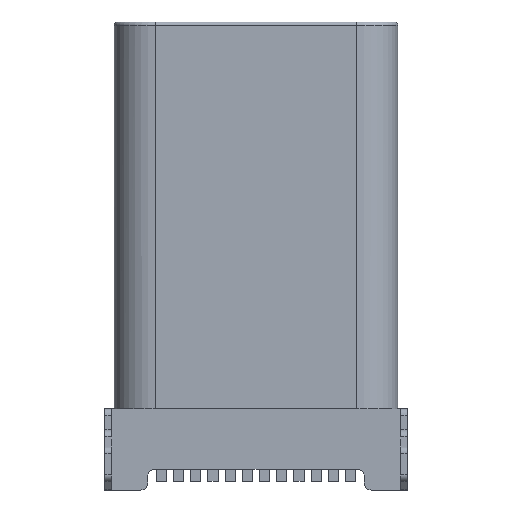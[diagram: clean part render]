
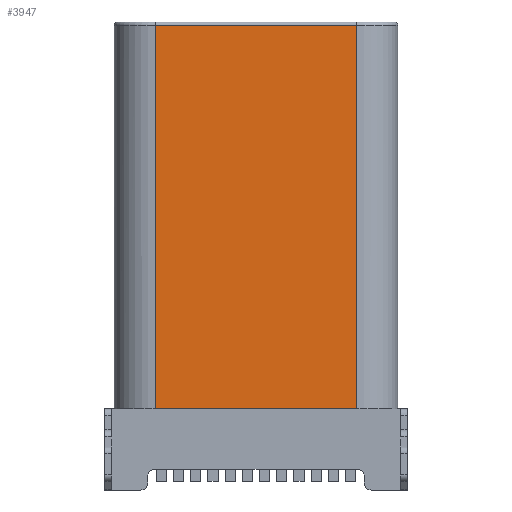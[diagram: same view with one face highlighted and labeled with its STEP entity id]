
A CAD part, front view. The second image highlights one B-rep face of the part: STEP entity #3947.
In plain terms, the highlighted planar face has unit normal (0, -1, 0).
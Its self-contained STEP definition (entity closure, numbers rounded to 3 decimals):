
#57=PLANE('',#4226);
#221=LINE('',#5835,#656);
#223=LINE('',#5849,#658);
#225=LINE('',#5857,#660);
#226=LINE('',#5858,#661);
#656=VECTOR('',#4632,10.);
#658=VECTOR('',#4652,10.);
#660=VECTOR('',#4660,10.);
#661=VECTOR('',#4661,10.);
#1166=FACE_OUTER_BOUND('',#1400,.T.);
#1400=EDGE_LOOP('',(#2810,#2811,#2812,#2813));
#1797=VERTEX_POINT('',#5832);
#1798=VERTEX_POINT('',#5834);
#1801=VERTEX_POINT('',#5848);
#1804=VERTEX_POINT('',#5856);
#2192=EDGE_CURVE('',#1797,#1798,#221,.T.);
#2199=EDGE_CURVE('',#1798,#1801,#223,.T.);
#2203=EDGE_CURVE('',#1797,#1804,#225,.T.);
#2204=EDGE_CURVE('',#1801,#1804,#226,.T.);
#2810=ORIENTED_EDGE('',*,*,#2192,.F.);
#2811=ORIENTED_EDGE('',*,*,#2203,.T.);
#2812=ORIENTED_EDGE('',*,*,#2204,.F.);
#2813=ORIENTED_EDGE('',*,*,#2199,.F.);
#3947=ADVANCED_FACE('',(#1166),#57,.T.);
#4226=AXIS2_PLACEMENT_3D('',#5855,#4658,#4659);
#4632=DIRECTION('',(1.,0.,0.));
#4652=DIRECTION('',(0.,0.,-1.));
#4658=DIRECTION('center_axis',(0.,-1.,0.));
#4659=DIRECTION('ref_axis',(-1.,0.,0.));
#4660=DIRECTION('',(0.,0.,-1.));
#4661=DIRECTION('',(-1.,0.,0.));
#5832=CARTESIAN_POINT('',(-2.925,-1.2,-0.1));
#5834=CARTESIAN_POINT('',(2.925,-1.2,-0.1));
#5835=CARTESIAN_POINT('',(1.463,-1.2,-0.1));
#5848=CARTESIAN_POINT('',(2.925,-1.2,-11.25));
#5849=CARTESIAN_POINT('',(2.925,-1.2,0.));
#5855=CARTESIAN_POINT('Origin',(2.925,-1.2,0.));
#5856=CARTESIAN_POINT('',(-2.925,-1.2,-11.25));
#5857=CARTESIAN_POINT('',(-2.925,-1.2,0.));
#5858=CARTESIAN_POINT('',(-2.925,-1.2,-11.25));
